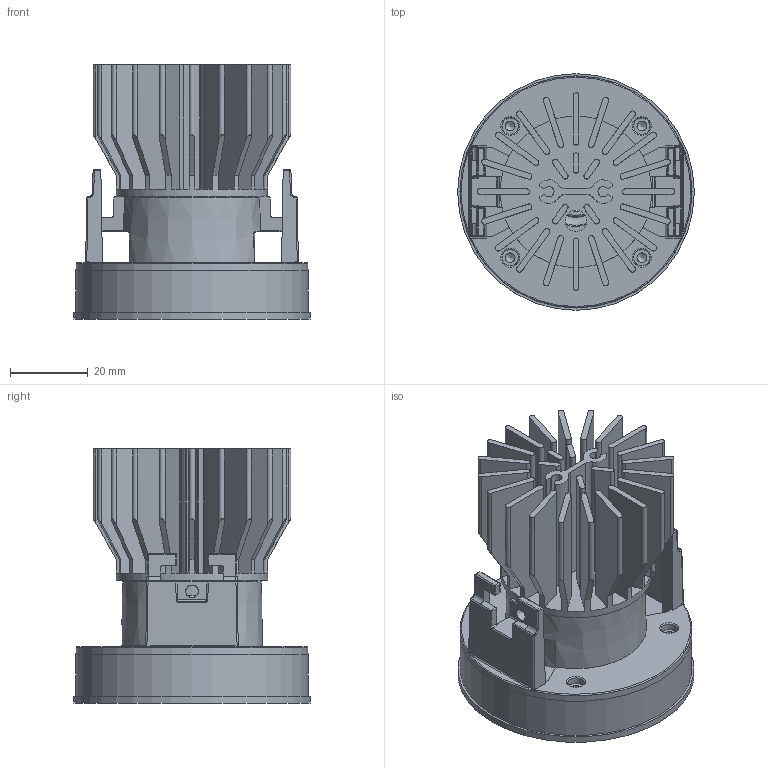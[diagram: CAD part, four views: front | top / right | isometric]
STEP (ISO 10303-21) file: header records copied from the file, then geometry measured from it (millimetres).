
FILE_DESCRIPTION(/* description */ ('This is a sample STEP configuration'),/* implementation_level */ '2;1');
FILE_NAME(/* name */ '640-002010xxxxx SIMPLE.ipt_Rev_00.stp',/* time_stamp */ '2023-04-27T16:44:29+02:00',/* author */ ('powerJobs'),/* organization */ ('coolOrange'),/* preprocessor_version */ 'ST-DEVELOPER v19.2',/* originating_system */ 'Autodesk Inventor 2023',/* authorisation */ '');
FILE_SCHEMA (('AUTOMOTIVE_DESIGN { 1 0 10303 214 3 1 1 }'));
Length unit declared in the file: millimetre
Products named in the file (1): ENG000026512
Bounding box: 61 x 61 x 65.5 mm (x, y, z)
Volume: 62640.6 mm3; surface area: 42623.4 mm2
Topology: 1 solids, 1 shells, 464 faces, 1192 edges, 752 vertices
Faces by surface type: plane 191, cylinder 175, bspline 32, cone 25, sphere 21, torus 20
Full cylindrical faces by diameter (mm): 2.5 x4, 2.7 x2, 3.242 x2, 5.5 x1, 13 x1, 13.5 x1, 17.2 x1, 19.2 x1, 21.5 x1, 22.9 x1, 23.5 x1, 25 x1, 26 x1, 31 x1, 33 x1, 33.2 x1, 39 x1, 59.8 x1, 61 x1
Entity records: 15494 total; most frequent: CARTESIAN_POINT 4044, DIRECTION 2449, ORIENTED_EDGE 2372, EDGE_CURVE 1186, AXIS2_PLACEMENT_3D 912, VERTEX_POINT 752, LINE 625, VECTOR 625
